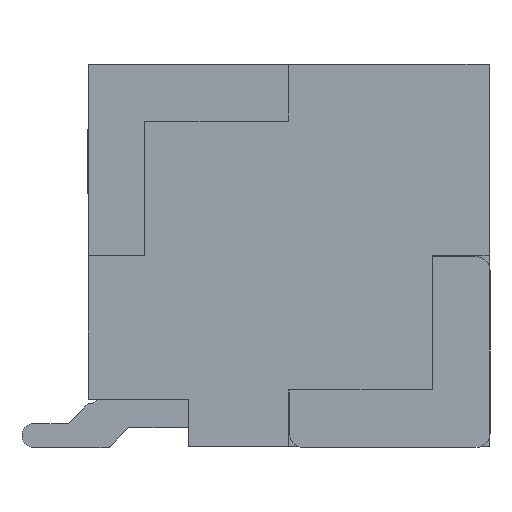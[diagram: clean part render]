
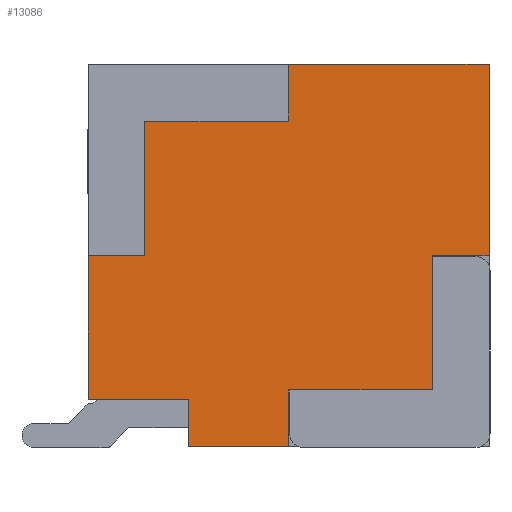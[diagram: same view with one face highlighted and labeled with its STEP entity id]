
A CAD part, left-side view. The second image highlights one B-rep face of the part: STEP entity #13086.
In plain terms, the highlighted planar face has unit normal (-1, 0, 0).
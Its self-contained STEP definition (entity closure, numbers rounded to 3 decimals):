
#48 = VECTOR ( 'NONE', #5599, 1000. ) ;
#159 = DIRECTION ( 'NONE',  ( 0., 0., 1. ) ) ;
#278 = DIRECTION ( 'NONE',  ( 0., -1., 0. ) ) ;
#669 = ORIENTED_EDGE ( 'NONE', *, *, #20825, .F. ) ;
#867 = DIRECTION ( 'NONE',  ( 0., 0., -1. ) ) ;
#958 = VERTEX_POINT ( 'NONE', #25800 ) ;
#1049 = CARTESIAN_POINT ( 'NONE',  ( -2.25, -3.188, 4.05 ) ) ;
#1908 = EDGE_CURVE ( 'NONE', #10097, #21631, #3184, .T. ) ;
#2112 = EDGE_CURVE ( 'NONE', #24871, #15339, #5152, .T. ) ;
#2313 = LINE ( 'NONE', #26252, #22565 ) ;
#2702 = CARTESIAN_POINT ( 'NONE',  ( -2.25, 1.062, 0.5 ) ) ;
#3184 = LINE ( 'NONE', #20789, #18389 ) ;
#3404 = LINE ( 'NONE', #14648, #15790 ) ;
#3810 = VECTOR ( 'NONE', #9688, 1000. ) ;
#3912 = CARTESIAN_POINT ( 'NONE',  ( -2.25, -3.188, 0. ) ) ;
#4086 = CARTESIAN_POINT ( 'NONE',  ( -2.25, -3.188, 4.05 ) ) ;
#4166 = DIRECTION ( 'NONE',  ( 0., 1., 0. ) ) ;
#4241 = ORIENTED_EDGE ( 'NONE', *, *, #12910, .F. ) ;
#4998 = CARTESIAN_POINT ( 'NONE',  ( -2.25, 1.062, 2.025 ) ) ;
#5152 = LINE ( 'NONE', #24925, #28213 ) ;
#5304 = VECTOR ( 'NONE', #4166, 1000. ) ;
#5351 = CARTESIAN_POINT ( 'NONE',  ( -2.25, 1.062, 2.025 ) ) ;
#5353 = LINE ( 'NONE', #1049, #8015 ) ;
#5466 = EDGE_CURVE ( 'NONE', #12680, #7253, #28156, .T. ) ;
#5599 = DIRECTION ( 'NONE',  ( 0., 0., -1. ) ) ;
#5753 = EDGE_CURVE ( 'NONE', #958, #15339, #27835, .T. ) ;
#6011 = VECTOR ( 'NONE', #159, 1000. ) ;
#6331 = CARTESIAN_POINT ( 'NONE',  ( -2.25, -2.587, 2.025 ) ) ;
#6665 = EDGE_CURVE ( 'NONE', #14080, #18432, #17898, .T. ) ;
#6688 = ORIENTED_EDGE ( 'NONE', *, *, #5466, .F. ) ;
#6693 = EDGE_CURVE ( 'NONE', #11975, #25229, #2313, .T. ) ;
#6705 = VECTOR ( 'NONE', #278, 1000. ) ;
#6728 = EDGE_LOOP ( 'NONE', ( #26034, #6885, #22596, #4241, #28262, #21051, #669, #23845, #8596, #21665, #6688, #12466, #10911, #27122 ) ) ;
#6885 = ORIENTED_EDGE ( 'NONE', *, *, #24316, .F. ) ;
#7253 = VERTEX_POINT ( 'NONE', #8547 ) ;
#7626 = LINE ( 'NONE', #21062, #48 ) ;
#7672 = EDGE_CURVE ( 'NONE', #958, #14606, #7626, .T. ) ;
#8015 = VECTOR ( 'NONE', #20669, 1000. ) ;
#8512 = FACE_OUTER_BOUND ( 'NONE', #6728, .T. ) ;
#8547 = CARTESIAN_POINT ( 'NONE',  ( -2.25, 0.462, 3.45 ) ) ;
#8596 = ORIENTED_EDGE ( 'NONE', *, *, #16405, .F. ) ;
#9145 = VECTOR ( 'NONE', #13269, 1000. ) ;
#9181 = CARTESIAN_POINT ( 'NONE',  ( -2.25, -1.063, 3.45 ) ) ;
#9688 = DIRECTION ( 'NONE',  ( 0., -1., 0. ) ) ;
#10011 = EDGE_CURVE ( 'NONE', #7253, #23011, #20588, .T. ) ;
#10097 = VERTEX_POINT ( 'NONE', #25476 ) ;
#10701 = PLANE ( 'NONE',  #15271 ) ;
#10911 = ORIENTED_EDGE ( 'NONE', *, *, #2112, .T. ) ;
#10967 = LINE ( 'NONE', #3912, #19047 ) ;
#11132 = LINE ( 'NONE', #5351, #3810 ) ;
#11975 = VERTEX_POINT ( 'NONE', #22476 ) ;
#12169 = CARTESIAN_POINT ( 'NONE',  ( -2.25, 0., 0. ) ) ;
#12445 = DIRECTION ( 'NONE',  ( 0., 0., -1. ) ) ;
#12466 = ORIENTED_EDGE ( 'NONE', *, *, #13268, .F. ) ;
#12680 = VERTEX_POINT ( 'NONE', #14849 ) ;
#12743 = DIRECTION ( 'NONE',  ( -1., 0., 0. ) ) ;
#12910 = EDGE_CURVE ( 'NONE', #14796, #10097, #3404, .T. ) ;
#12982 = DIRECTION ( 'NONE',  ( 0., 1., 0. ) ) ;
#13086 = ADVANCED_FACE ( 'NONE', ( #8512 ), #10701, .T. ) ;
#13268 = EDGE_CURVE ( 'NONE', #24871, #12680, #11132, .T. ) ;
#13269 = DIRECTION ( 'NONE',  ( 0., 1., 0. ) ) ;
#14080 = VERTEX_POINT ( 'NONE', #14281 ) ;
#14281 = CARTESIAN_POINT ( 'NONE',  ( -2.25, -3.187, 2.025 ) ) ;
#14606 = VERTEX_POINT ( 'NONE', #12169 ) ;
#14648 = CARTESIAN_POINT ( 'NONE',  ( -2.25, -2.587, 0.6 ) ) ;
#14796 = VERTEX_POINT ( 'NONE', #22548 ) ;
#14849 = CARTESIAN_POINT ( 'NONE',  ( -2.25, 0.462, 2.025 ) ) ;
#15271 = AXIS2_PLACEMENT_3D ( 'NONE', #4086, #12743, #23851 ) ;
#15290 = CARTESIAN_POINT ( 'NONE',  ( -2.25, 0.462, 2.025 ) ) ;
#15339 = VERTEX_POINT ( 'NONE', #2702 ) ;
#15790 = VECTOR ( 'NONE', #27778, 1000. ) ;
#16405 = EDGE_CURVE ( 'NONE', #23011, #25229, #17592, .T. ) ;
#16462 = CARTESIAN_POINT ( 'NONE',  ( -2.25, -2.587, 2.025 ) ) ;
#17592 = LINE ( 'NONE', #26379, #6011 ) ;
#17761 = CARTESIAN_POINT ( 'NONE',  ( -2.25, -1.063, 4.05 ) ) ;
#17898 = LINE ( 'NONE', #24090, #9145 ) ;
#18389 = VECTOR ( 'NONE', #21079, 1000. ) ;
#18432 = VERTEX_POINT ( 'NONE', #16462 ) ;
#19047 = VECTOR ( 'NONE', #12982, 1000. ) ;
#19321 = CARTESIAN_POINT ( 'NONE',  ( -2.25, 1.062, 0.5 ) ) ;
#19616 = DIRECTION ( 'NONE',  ( 0., 1., 0. ) ) ;
#20588 = LINE ( 'NONE', #26655, #6705 ) ;
#20669 = DIRECTION ( 'NONE',  ( 0., 0., -1. ) ) ;
#20789 = CARTESIAN_POINT ( 'NONE',  ( -2.25, -1.062, 0.6 ) ) ;
#20825 = EDGE_CURVE ( 'NONE', #11975, #14080, #5353, .T. ) ;
#21051 = ORIENTED_EDGE ( 'NONE', *, *, #6665, .F. ) ;
#21062 = CARTESIAN_POINT ( 'NONE',  ( -2.25, 0., 0.5 ) ) ;
#21079 = DIRECTION ( 'NONE',  ( 0., 0., -1. ) ) ;
#21139 = CARTESIAN_POINT ( 'NONE',  ( -2.25, -1.062, 0. ) ) ;
#21631 = VERTEX_POINT ( 'NONE', #21139 ) ;
#21665 = ORIENTED_EDGE ( 'NONE', *, *, #10011, .F. ) ;
#22476 = CARTESIAN_POINT ( 'NONE',  ( -2.25, -3.188, 4.05 ) ) ;
#22548 = CARTESIAN_POINT ( 'NONE',  ( -2.25, -2.587, 0.6 ) ) ;
#22565 = VECTOR ( 'NONE', #19616, 1000. ) ;
#22596 = ORIENTED_EDGE ( 'NONE', *, *, #1908, .F. ) ;
#23011 = VERTEX_POINT ( 'NONE', #9181 ) ;
#23501 = EDGE_CURVE ( 'NONE', #18432, #14796, #28429, .T. ) ;
#23845 = ORIENTED_EDGE ( 'NONE', *, *, #6693, .T. ) ;
#23851 = DIRECTION ( 'NONE',  ( 0., 0., 1. ) ) ;
#24090 = CARTESIAN_POINT ( 'NONE',  ( -2.25, -3.187, 2.025 ) ) ;
#24316 = EDGE_CURVE ( 'NONE', #21631, #14606, #10967, .T. ) ;
#24871 = VERTEX_POINT ( 'NONE', #4998 ) ;
#24925 = CARTESIAN_POINT ( 'NONE',  ( -2.25, 1.062, 4.05 ) ) ;
#25229 = VERTEX_POINT ( 'NONE', #17761 ) ;
#25476 = CARTESIAN_POINT ( 'NONE',  ( -2.25, -1.062, 0.6 ) ) ;
#25700 = DIRECTION ( 'NONE',  ( 0., 0., 1. ) ) ;
#25800 = CARTESIAN_POINT ( 'NONE',  ( -2.25, 0., 0.5 ) ) ;
#26034 = ORIENTED_EDGE ( 'NONE', *, *, #7672, .T. ) ;
#26252 = CARTESIAN_POINT ( 'NONE',  ( -2.25, -3.188, 4.05 ) ) ;
#26379 = CARTESIAN_POINT ( 'NONE',  ( -2.25, -1.063, 3.45 ) ) ;
#26655 = CARTESIAN_POINT ( 'NONE',  ( -2.25, 0.462, 3.45 ) ) ;
#26688 = VECTOR ( 'NONE', #12445, 1000. ) ;
#26964 = VECTOR ( 'NONE', #25700, 1000. ) ;
#27122 = ORIENTED_EDGE ( 'NONE', *, *, #5753, .F. ) ;
#27778 = DIRECTION ( 'NONE',  ( 0., 1., 0. ) ) ;
#27835 = LINE ( 'NONE', #19321, #5304 ) ;
#28156 = LINE ( 'NONE', #15290, #26964 ) ;
#28213 = VECTOR ( 'NONE', #867, 1000. ) ;
#28262 = ORIENTED_EDGE ( 'NONE', *, *, #23501, .F. ) ;
#28429 = LINE ( 'NONE', #6331, #26688 ) ;
